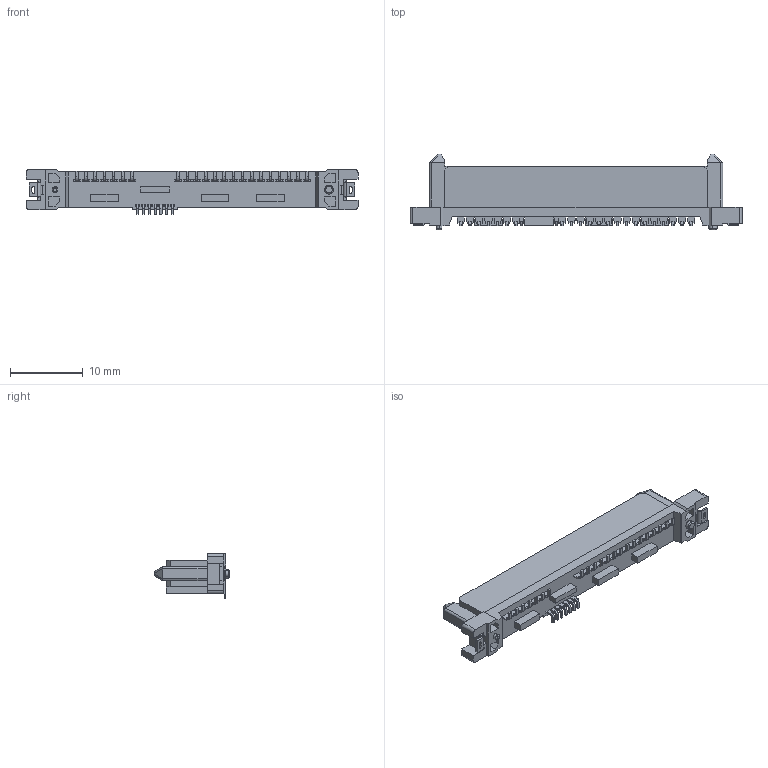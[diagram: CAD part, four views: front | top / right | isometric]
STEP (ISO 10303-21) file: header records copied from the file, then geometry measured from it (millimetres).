
FILE_DESCRIPTION (( 'STEP AP214' ), '1' );
FILE_NAME ('273-029-629-002.STEP', '2020-05-19T13:06:56', ( '' ), ( '' ), 'SwSTEP 2.0', 'SolidWorks 2020', '' );
FILE_SCHEMA (( 'AUTOMOTIVE_DESIGN' ));
Length unit declared in the file: centimetre
Products named in the file (3): 273-029-629-002; 273-029-629-002 body
Assembly tree (2 placements, depth 2):
  273-029-629-002
    273-029-629-002
    273-029-629-002 body
Bounding box: 45.75 x 10.45 x 6.13 mm (x, y, z)
Volume: 897.5 mm3; surface area: 1835.4 mm2
Topology: 30 solids, 30 shells, 1275 faces, 3510 edges, 2316 vertices
Faces by surface type: plane 961, cylinder 310, cone 4
Entity records: 54212 total; most frequent: CARTESIAN_POINT 7858, ORIENTED_EDGE 7020, DIRECTION 6262, EDGE_CURVE 3510, VECTOR 2822, LINE 2822, VERTEX_POINT 2316, AXIS2_PLACEMENT_3D 1720
